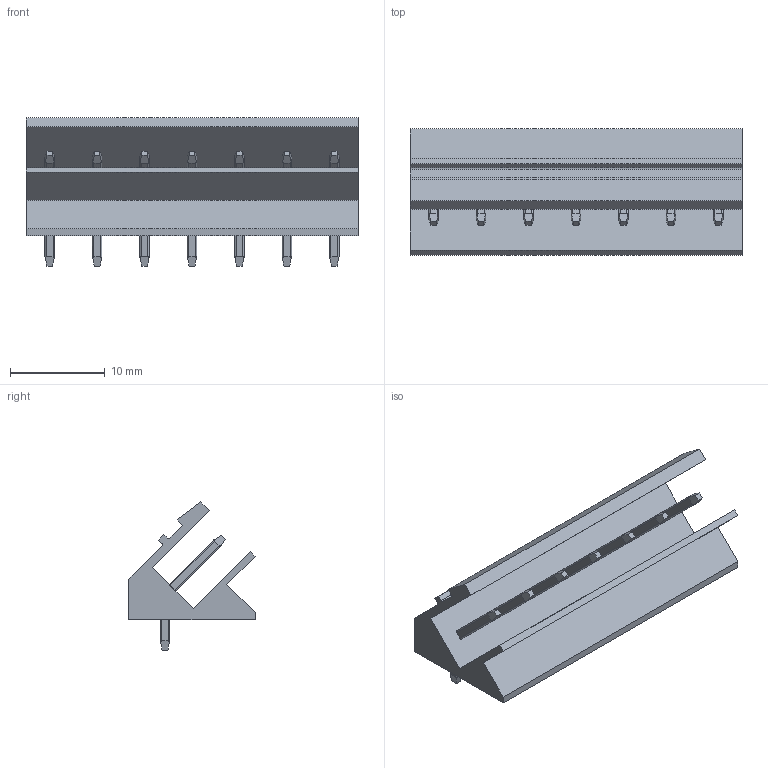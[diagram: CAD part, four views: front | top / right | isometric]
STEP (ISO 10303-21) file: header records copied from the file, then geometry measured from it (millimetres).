
FILE_DESCRIPTION(('CATIA V5 STEP Exchange','CAx-IF Rec.Pracs.--- Model Styling and Organization---1.2---2011-12-15'),'2;1');
FILE_NAME ('D1453849_0_1630300000_1630300000.stp','2018-10-13T04:09:13+00:00',('none'),('Weidmueller'),'CATIA Version 5-6 Release 2014','CATIA V5 STEP AP214','none');
FILE_SCHEMA(('AUTOMOTIVE_DESIGN { 1 0 10303 214 1 1 1 1 }'));
Length unit declared in the file: millimetre
Products named in the file (1): 1630300000
Bounding box: 35 x 13.3 x 15.63 mm (x, y, z)
Volume: 2087.9 mm3; surface area: 2851.3 mm2
Topology: 8 solids, 8 shells, 288 faces, 760 edges, 488 vertices
Faces by surface type: plane 174, cylinder 114
Entity records: 10363 total; most frequent: CARTESIAN_POINT 3872, ORIENTED_EDGE 1520, DIRECTION 968, EDGE_CURVE 754, VECTOR 530, LINE 530, VERTEX_POINT 480, EDGE_LOOP 302
